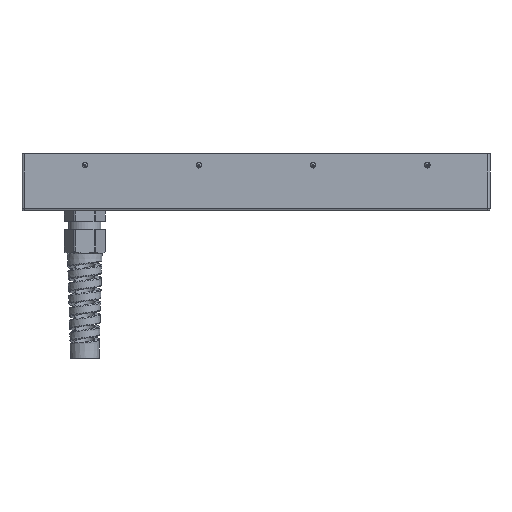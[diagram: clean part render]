
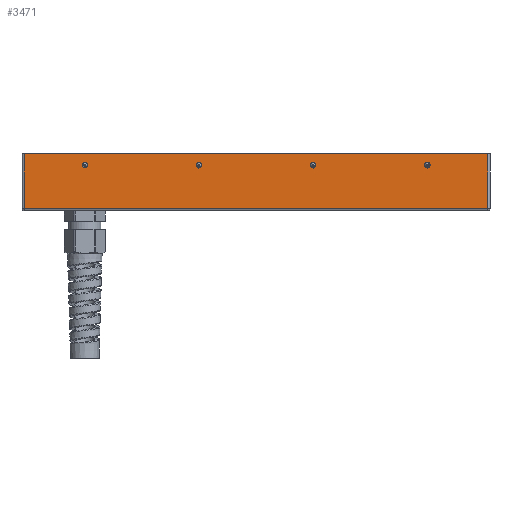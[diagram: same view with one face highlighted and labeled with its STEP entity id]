
A CAD part, front view. The second image highlights one B-rep face of the part: STEP entity #3471.
In plain terms, the highlighted planar face has unit normal (0, -1, 0).
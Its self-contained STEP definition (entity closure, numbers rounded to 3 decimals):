
#368=CIRCLE('',#4749,1.5);
#369=CIRCLE('',#4750,1.5);
#370=CIRCLE('',#4751,1.5);
#371=CIRCLE('',#4752,1.45);
#621=ORIENTED_EDGE('',*,*,#1517,.T.);
#622=ORIENTED_EDGE('',*,*,#1518,.T.);
#623=ORIENTED_EDGE('',*,*,#1519,.T.);
#624=ORIENTED_EDGE('',*,*,#1520,.T.);
#625=ORIENTED_EDGE('',*,*,#1521,.T.);
#626=ORIENTED_EDGE('',*,*,#1522,.T.);
#627=ORIENTED_EDGE('',*,*,#1523,.T.);
#628=ORIENTED_EDGE('',*,*,#1448,.F.);
#1448=EDGE_CURVE('',#1902,#1903,#2208,.T.);
#1517=EDGE_CURVE('',#1953,#1953,#368,.T.);
#1518=EDGE_CURVE('',#1954,#1954,#369,.T.);
#1519=EDGE_CURVE('',#1955,#1955,#370,.T.);
#1520=EDGE_CURVE('',#1956,#1956,#371,.T.);
#1521=EDGE_CURVE('',#1902,#1957,#2249,.T.);
#1522=EDGE_CURVE('',#1957,#1958,#2250,.T.);
#1523=EDGE_CURVE('',#1958,#1903,#2251,.F.);
#1902=VERTEX_POINT('',#6288);
#1903=VERTEX_POINT('',#6290);
#1953=VERTEX_POINT('',#6424);
#1954=VERTEX_POINT('',#6426);
#1955=VERTEX_POINT('',#6428);
#1956=VERTEX_POINT('',#6430);
#1957=VERTEX_POINT('',#6432);
#1958=VERTEX_POINT('',#6434);
#2208=LINE('',#6289,#2434);
#2249=LINE('',#6431,#2475);
#2250=LINE('',#6433,#2476);
#2251=LINE('',#6435,#2477);
#2434=VECTOR('',#5168,1000.);
#2475=VECTOR('',#5303,1000.);
#2476=VECTOR('',#5304,1000.);
#2477=VECTOR('',#5305,1000.);
#2673=EDGE_LOOP('',(#621));
#2674=EDGE_LOOP('',(#622));
#2675=EDGE_LOOP('',(#623));
#2676=EDGE_LOOP('',(#624));
#2677=EDGE_LOOP('',(#625,#626,#627,#628));
#3023=FACE_BOUND('',#2673,.T.);
#3024=FACE_BOUND('',#2674,.T.);
#3025=FACE_BOUND('',#2675,.T.);
#3026=FACE_BOUND('',#2676,.T.);
#3027=FACE_BOUND('',#2677,.T.);
#3357=PLANE('',#4748);
#3471=ADVANCED_FACE('',(#3023,#3024,#3025,#3026,#3027),#3357,.F.);
#4748=AXIS2_PLACEMENT_3D('',#6422,#5293,#5294);
#4749=AXIS2_PLACEMENT_3D('',#6423,#5295,#5296);
#4750=AXIS2_PLACEMENT_3D('',#6425,#5297,#5298);
#4751=AXIS2_PLACEMENT_3D('',#6427,#5299,#5300);
#4752=AXIS2_PLACEMENT_3D('',#6429,#5301,#5302);
#5168=DIRECTION('',(1.,0.,0.));
#5293=DIRECTION('',(0.,1.,0.));
#5294=DIRECTION('',(0.,0.,1.));
#5295=DIRECTION('',(0.,1.,0.));
#5296=DIRECTION('',(0.,0.,1.));
#5297=DIRECTION('',(0.,1.,0.));
#5298=DIRECTION('',(0.,0.,1.));
#5299=DIRECTION('',(0.,1.,0.));
#5300=DIRECTION('',(0.,0.,1.));
#5301=DIRECTION('',(0.,1.,0.));
#5302=DIRECTION('',(0.,0.,1.));
#5303=DIRECTION('',(0.,0.,-1.));
#5304=DIRECTION('',(1.,0.,0.));
#5305=DIRECTION('',(0.,0.,-1.));
#6288=CARTESIAN_POINT('',(-121.8,-10.75,30.));
#6289=CARTESIAN_POINT('',(-123.,-10.75,30.));
#6290=CARTESIAN_POINT('',(121.8,-10.75,30.));
#6422=CARTESIAN_POINT('',(-123.,-10.75,30.));
#6423=CARTESIAN_POINT('',(30.,-10.75,24.));
#6424=CARTESIAN_POINT('',(30.,-10.75,25.5));
#6425=CARTESIAN_POINT('',(90.,-10.75,24.));
#6426=CARTESIAN_POINT('',(90.,-10.75,25.5));
#6427=CARTESIAN_POINT('',(-30.,-10.75,24.));
#6428=CARTESIAN_POINT('',(-30.,-10.75,25.5));
#6429=CARTESIAN_POINT('',(-90.,-10.75,24.));
#6430=CARTESIAN_POINT('',(-90.,-10.75,25.45));
#6431=CARTESIAN_POINT('',(-121.8,-10.75,30.));
#6432=CARTESIAN_POINT('',(-121.8,-10.75,1.2));
#6433=CARTESIAN_POINT('',(-123.,-10.75,1.2));
#6434=CARTESIAN_POINT('',(121.8,-10.75,1.2));
#6435=CARTESIAN_POINT('',(121.8,-10.75,30.));
